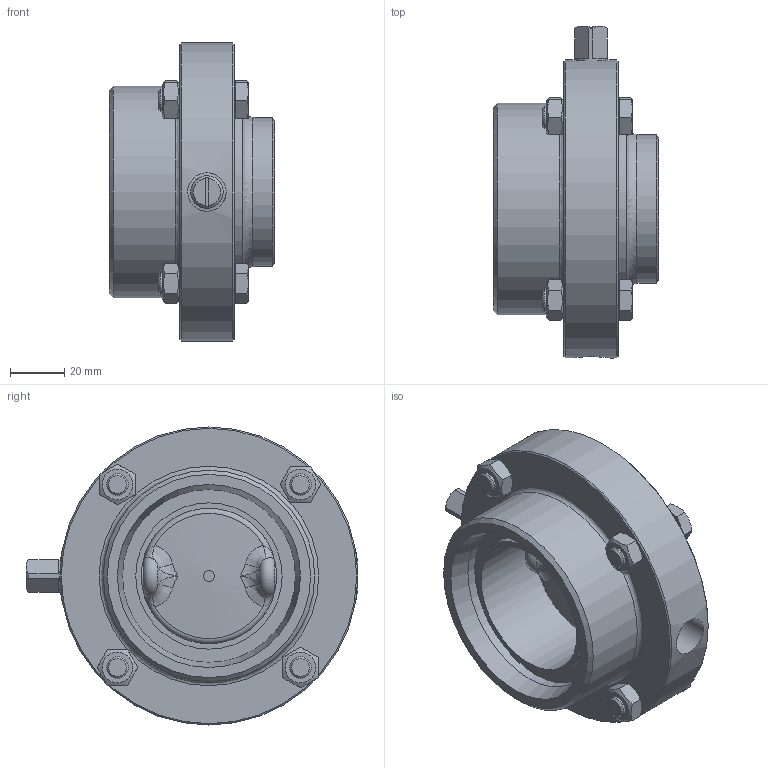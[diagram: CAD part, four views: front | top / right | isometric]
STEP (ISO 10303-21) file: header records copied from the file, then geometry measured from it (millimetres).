
FILE_DESCRIPTION((''),'2;1');
FILE_NAME('55200050X130.stp','2010-10-29T09:21:13',('Creator'),(''),'Autodesk Inventor 2010','Autodesk Inventor 2010','');
FILE_SCHEMA(('AUTOMOTIVE_DESIGN { 1 0 10303 214 1 1 1 1 }'));
Length unit declared in the file: millimetre
Products named in the file (1): 55200050X130
Bounding box: 61 x 122.5 x 110 mm (x, y, z)
Volume: 237076.1 mm3; surface area: 56063.8 mm2
Topology: 1 solids, 5 shells, 234 faces, 555 edges, 344 vertices
Faces by surface type: plane 102, cone 55, cylinder 39, bspline 30, torus 8
Full cylindrical faces by diameter (mm): 4.134 x1, 7.323 x4, 8 x8, 8.5 x4, 11.4 x4, 12 x2, 14.2 x2, 50 x2, 54 x1, 55 x1, 63.8 x1, 72.5 x1, 78 x1, 110 x1
Entity records: 8709 total; most frequent: CARTESIAN_POINT 4152, ORIENTED_EDGE 930, DIRECTION 856, EDGE_CURVE 465, AXIS2_PLACEMENT_3D 378, EDGE_LOOP 328, VERTEX_POINT 325, FACE_OUTER_BOUND 233
